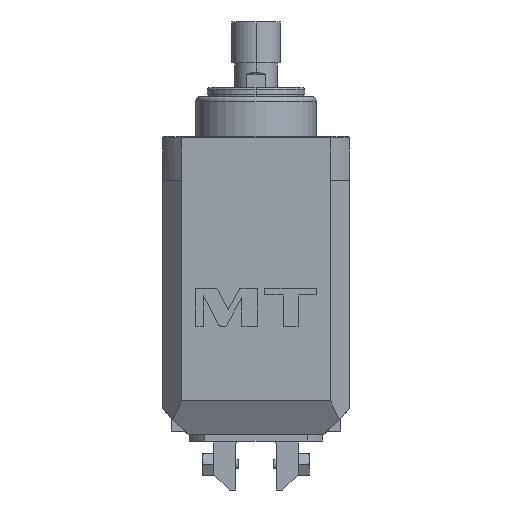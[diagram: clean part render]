
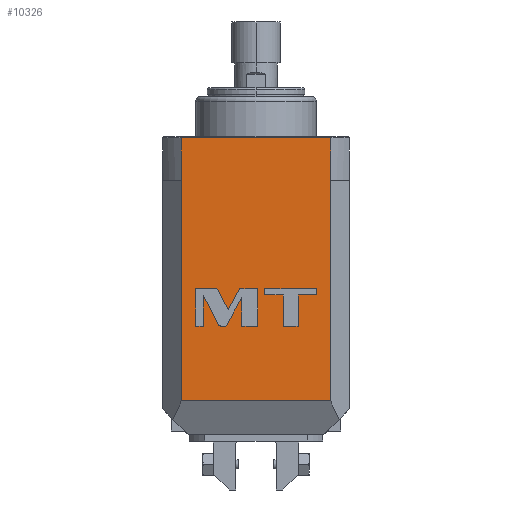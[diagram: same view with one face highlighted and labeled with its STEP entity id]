
A CAD part, left-side view. The second image highlights one B-rep face of the part: STEP entity #10326.
In plain terms, the highlighted planar face has unit normal (-1, 0, 0).
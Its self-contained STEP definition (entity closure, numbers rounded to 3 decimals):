
#3038=DIRECTION('',(0.,1.,0.));
#3039=VECTOR('',#3038,67.149);
#3040=CARTESIAN_POINT('',(-125.,-33.575,76.25));
#3041=LINE('',#3040,#3039);
#3113=DIRECTION('',(0.,0.,1.));
#3114=VECTOR('',#3113,99.);
#3115=CARTESIAN_POINT('',(-125.,33.5,-42.));
#3116=LINE('',#3115,#3114);
#3117=DIRECTION('',(0.,1.,0.));
#3118=VECTOR('',#3117,0.075);
#3119=CARTESIAN_POINT('',(-125.,33.5,57.));
#3120=LINE('',#3119,#3118);
#3121=DIRECTION('',(0.,0.,-1.));
#3122=VECTOR('',#3121,19.25);
#3123=CARTESIAN_POINT('',(-125.,33.575,76.25));
#3124=LINE('',#3123,#3122);
#3125=DIRECTION('',(0.,0.,-1.));
#3126=VECTOR('',#3125,19.25);
#3127=CARTESIAN_POINT('',(-125.,-33.575,76.25));
#3128=LINE('',#3127,#3126);
#3129=DIRECTION('',(0.,1.,0.));
#3130=VECTOR('',#3129,0.075);
#3131=CARTESIAN_POINT('',(-125.,-33.575,57.));
#3132=LINE('',#3131,#3130);
#3133=DIRECTION('',(0.,0.,1.));
#3134=VECTOR('',#3133,99.);
#3135=CARTESIAN_POINT('',(-125.,-33.5,-42.));
#3136=LINE('',#3135,#3134);
#3137=DIRECTION('',(0.,1.,0.));
#3138=VECTOR('',#3137,67.);
#3139=CARTESIAN_POINT('',(-125.,-33.5,-42.));
#3140=LINE('',#3139,#3138);
#3141=CARTESIAN_POINT('',(-125.,16.804,7.393));
#3142=CARTESIAN_POINT('',(-125.,17.157,8.076));
#3143=CARTESIAN_POINT('',(-125.,17.854,8.5));
#3144=CARTESIAN_POINT('',(-125.,18.623,8.5));
#3146=DIRECTION('',(0.,1.,0.));
#3147=VECTOR('',#3146,8.546);
#3148=CARTESIAN_POINT('',(-125.,18.623,8.5));
#3149=LINE('',#3148,#3147);
#3150=DIRECTION('',(0.,0.,-1.));
#3151=VECTOR('',#3150,17.);
#3152=CARTESIAN_POINT('',(-125.,27.169,8.5));
#3153=LINE('',#3152,#3151);
#3154=DIRECTION('',(0.,-1.,0.));
#3155=VECTOR('',#3154,3.536);
#3156=CARTESIAN_POINT('',(-125.,27.169,-8.5));
#3157=LINE('',#3156,#3155);
#3158=DIRECTION('',(0.,0.,1.));
#3159=VECTOR('',#3158,13.772);
#3160=CARTESIAN_POINT('',(-125.,23.633,-8.5));
#3161=LINE('',#3160,#3159);
#3162=DIRECTION('',(0.,-0.459,-0.888));
#3163=VECTOR('',#3162,14.258);
#3164=CARTESIAN_POINT('',(-125.,23.633,5.272));
#3165=LINE('',#3164,#3163);
#3166=CARTESIAN_POINT('',(-125.,17.084,-7.393));
#3167=CARTESIAN_POINT('',(-125.,16.731,-8.076));
#3168=CARTESIAN_POINT('',(-125.,16.034,-8.5));
#3169=CARTESIAN_POINT('',(-125.,15.264,-8.5));
#3171=DIRECTION('',(0.,-1.,0.));
#3172=VECTOR('',#3171,1.773);
#3173=CARTESIAN_POINT('',(-125.,15.264,-8.5));
#3174=LINE('',#3173,#3172);
#3175=DIRECTION('',(0.,-0.481,0.877));
#3176=VECTOR('',#3175,14.75);
#3177=CARTESIAN_POINT('',(-125.,13.491,-8.5));
#3178=LINE('',#3177,#3176);
#3179=DIRECTION('',(0.,0.,-1.));
#3180=VECTOR('',#3179,12.93);
#3181=CARTESIAN_POINT('',(-125.,6.394,4.43));
#3182=LINE('',#3181,#3180);
#3183=DIRECTION('',(0.,-1.,0.));
#3184=VECTOR('',#3183,7.154);
#3185=CARTESIAN_POINT('',(-125.,6.394,-8.5));
#3186=LINE('',#3185,#3184);
#3187=DIRECTION('',(0.,0.,1.));
#3188=VECTOR('',#3187,17.);
#3189=CARTESIAN_POINT('',(-125.,-0.76,-8.5));
#3190=LINE('',#3189,#3188);
#3191=DIRECTION('',(0.,1.,0.));
#3192=VECTOR('',#3191,8.065);
#3193=CARTESIAN_POINT('',(-125.,-0.76,8.5));
#3194=LINE('',#3193,#3192);
#3195=DIRECTION('',(0.,0.481,-0.877));
#3196=VECTOR('',#3195,10.778);
#3197=CARTESIAN_POINT('',(-125.,7.305,8.5));
#3198=LINE('',#3197,#3196);
#3199=DIRECTION('',(0.,0.459,0.888));
#3200=VECTOR('',#3199,9.39);
#3201=CARTESIAN_POINT('',(-125.,12.491,-0.948));
#3202=LINE('',#3201,#3200);
#3203=DIRECTION('',(0.,0.,-1.));
#3204=VECTOR('',#3203,14.105);
#3205=CARTESIAN_POINT('',(-125.,-12.193,5.605));
#3206=LINE('',#3205,#3204);
#3207=DIRECTION('',(0.,-1.,0.));
#3208=VECTOR('',#3207,6.733);
#3209=CARTESIAN_POINT('',(-125.,-12.193,-8.5));
#3210=LINE('',#3209,#3208);
#3211=DIRECTION('',(0.,0.,1.));
#3212=VECTOR('',#3211,14.105);
#3213=CARTESIAN_POINT('',(-125.,-18.926,-8.5));
#3214=LINE('',#3213,#3212);
#3215=DIRECTION('',(0.,-1.,0.));
#3216=VECTOR('',#3215,8.242);
#3217=CARTESIAN_POINT('',(-125.,-18.926,5.605));
#3218=LINE('',#3217,#3216);
#3219=DIRECTION('',(0.,0.,1.));
#3220=VECTOR('',#3219,2.895);
#3221=CARTESIAN_POINT('',(-125.,-27.168,5.605));
#3222=LINE('',#3221,#3220);
#3223=DIRECTION('',(0.,1.,0.));
#3224=VECTOR('',#3223,23.217);
#3225=CARTESIAN_POINT('',(-125.,-27.168,8.5));
#3226=LINE('',#3225,#3224);
#3227=DIRECTION('',(0.,0.,-1.));
#3228=VECTOR('',#3227,2.895);
#3229=CARTESIAN_POINT('',(-125.,-3.951,8.5));
#3230=LINE('',#3229,#3228);
#3231=DIRECTION('',(0.,-1.,0.));
#3232=VECTOR('',#3231,8.242);
#3233=CARTESIAN_POINT('',(-125.,-3.951,5.605));
#3234=LINE('',#3233,#3232);
#6384=CARTESIAN_POINT('',(-125.,-33.5,-42.));
#6385=CARTESIAN_POINT('',(-125.,33.5,-42.));
#6386=VERTEX_POINT('',#6384);
#6387=VERTEX_POINT('',#6385);
#6792=CARTESIAN_POINT('',(-125.,-33.575,76.25));
#6793=CARTESIAN_POINT('',(-125.,33.575,76.25));
#6794=VERTEX_POINT('',#6792);
#6795=VERTEX_POINT('',#6793);
#6820=CARTESIAN_POINT('',(-125.,33.575,57.));
#6821=VERTEX_POINT('',#6820);
#6826=CARTESIAN_POINT('',(-125.,-33.575,57.));
#6827=VERTEX_POINT('',#6826);
#6844=CARTESIAN_POINT('',(-125.,33.5,57.));
#6845=VERTEX_POINT('',#6844);
#6846=CARTESIAN_POINT('',(-125.,-33.5,57.));
#6847=VERTEX_POINT('',#6846);
#7254=VERTEX_POINT('',#3141);
#7255=VERTEX_POINT('',#3144);
#7256=CARTESIAN_POINT('',(-125.,27.169,8.5));
#7257=VERTEX_POINT('',#7256);
#7258=CARTESIAN_POINT('',(-125.,27.169,-8.5));
#7259=VERTEX_POINT('',#7258);
#7260=CARTESIAN_POINT('',(-125.,23.633,-8.5));
#7261=VERTEX_POINT('',#7260);
#7262=CARTESIAN_POINT('',(-125.,23.633,5.272));
#7263=VERTEX_POINT('',#7262);
#7264=CARTESIAN_POINT('',(-125.,17.084,-7.393));
#7265=VERTEX_POINT('',#7264);
#7266=VERTEX_POINT('',#3169);
#7267=CARTESIAN_POINT('',(-125.,13.491,-8.5));
#7268=VERTEX_POINT('',#7267);
#7269=CARTESIAN_POINT('',(-125.,6.394,4.43));
#7270=VERTEX_POINT('',#7269);
#7271=CARTESIAN_POINT('',(-125.,6.394,-8.5));
#7272=VERTEX_POINT('',#7271);
#7273=CARTESIAN_POINT('',(-125.,-0.76,-8.5));
#7274=VERTEX_POINT('',#7273);
#7275=CARTESIAN_POINT('',(-125.,-0.76,8.5));
#7276=VERTEX_POINT('',#7275);
#7277=CARTESIAN_POINT('',(-125.,7.305,8.5));
#7278=VERTEX_POINT('',#7277);
#7279=CARTESIAN_POINT('',(-125.,12.491,-0.948));
#7280=VERTEX_POINT('',#7279);
#7281=CARTESIAN_POINT('',(-125.,-12.193,5.605));
#7282=CARTESIAN_POINT('',(-125.,-12.193,-8.5));
#7283=VERTEX_POINT('',#7281);
#7284=VERTEX_POINT('',#7282);
#7285=CARTESIAN_POINT('',(-125.,-18.926,-8.5));
#7286=VERTEX_POINT('',#7285);
#7287=CARTESIAN_POINT('',(-125.,-18.926,5.605));
#7288=VERTEX_POINT('',#7287);
#7289=CARTESIAN_POINT('',(-125.,-27.168,5.605));
#7290=VERTEX_POINT('',#7289);
#7291=CARTESIAN_POINT('',(-125.,-27.168,8.5));
#7292=VERTEX_POINT('',#7291);
#7293=CARTESIAN_POINT('',(-125.,-3.951,8.5));
#7294=VERTEX_POINT('',#7293);
#7295=CARTESIAN_POINT('',(-125.,-3.951,5.605));
#7296=VERTEX_POINT('',#7295);
#10258=CARTESIAN_POINT('',(-125.,0.,0.));
#10259=DIRECTION('',(1.,0.,0.));
#10260=DIRECTION('',(0.,1.,0.));
#10261=AXIS2_PLACEMENT_3D('',#10258,#10259,#10260);
#10262=PLANE('',#10261);
#10264=ORIENTED_EDGE('',*,*,#10263,.T.);
#10266=ORIENTED_EDGE('',*,*,#10265,.T.);
#10268=ORIENTED_EDGE('',*,*,#10267,.F.);
#10269=ORIENTED_EDGE('',*,*,#10200,.F.);
#10270=ORIENTED_EDGE('',*,*,#9964,.T.);
#10271=ORIENTED_EDGE('',*,*,#9979,.T.);
#10272=ORIENTED_EDGE('',*,*,#9996,.F.);
#10273=ORIENTED_EDGE('',*,*,#10014,.T.);
#10274=EDGE_LOOP('',(#10264,#10266,#10268,#10269,#10270,#10271,#10272,#10273));
#10275=FACE_OUTER_BOUND('',#10274,.F.);
#10277=ORIENTED_EDGE('',*,*,#10276,.T.);
#10279=ORIENTED_EDGE('',*,*,#10278,.T.);
#10281=ORIENTED_EDGE('',*,*,#10280,.T.);
#10283=ORIENTED_EDGE('',*,*,#10282,.T.);
#10285=ORIENTED_EDGE('',*,*,#10284,.T.);
#10287=ORIENTED_EDGE('',*,*,#10286,.T.);
#10289=ORIENTED_EDGE('',*,*,#10288,.T.);
#10291=ORIENTED_EDGE('',*,*,#10290,.T.);
#10293=ORIENTED_EDGE('',*,*,#10292,.T.);
#10295=ORIENTED_EDGE('',*,*,#10294,.T.);
#10297=ORIENTED_EDGE('',*,*,#10296,.T.);
#10299=ORIENTED_EDGE('',*,*,#10298,.T.);
#10301=ORIENTED_EDGE('',*,*,#10300,.T.);
#10303=ORIENTED_EDGE('',*,*,#10302,.T.);
#10305=ORIENTED_EDGE('',*,*,#10304,.T.);
#10306=EDGE_LOOP('',(#10277,#10279,#10281,#10283,#10285,#10287,#10289,#10291,
#10293,#10295,#10297,#10299,#10301,#10303,#10305));
#10307=FACE_BOUND('',#10306,.F.);
#10309=ORIENTED_EDGE('',*,*,#10308,.T.);
#10311=ORIENTED_EDGE('',*,*,#10310,.T.);
#10313=ORIENTED_EDGE('',*,*,#10312,.T.);
#10315=ORIENTED_EDGE('',*,*,#10314,.T.);
#10317=ORIENTED_EDGE('',*,*,#10316,.T.);
#10319=ORIENTED_EDGE('',*,*,#10318,.T.);
#10321=ORIENTED_EDGE('',*,*,#10320,.T.);
#10323=ORIENTED_EDGE('',*,*,#10322,.T.);
#10324=EDGE_LOOP('',(#10309,#10311,#10313,#10315,#10317,#10319,#10321,#10323));
#10325=FACE_BOUND('',#10324,.F.);
#10326=ADVANCED_FACE('',(#10275,#10307,#10325),#10262,.F.);
#3145=B_SPLINE_CURVE_WITH_KNOTS('',3,(#3141,#3142,#3143,#3144),.UNSPECIFIED.,
.F.,.F.,(4,4),(0.,1.),.UNSPECIFIED.);
#3170=B_SPLINE_CURVE_WITH_KNOTS('',3,(#3166,#3167,#3168,#3169),.UNSPECIFIED.,
.F.,.F.,(4,4),(0.,1.),.UNSPECIFIED.);
#9964=EDGE_CURVE('',#6794,#6827,#3128,.T.);
#9979=EDGE_CURVE('',#6827,#6847,#3132,.T.);
#9996=EDGE_CURVE('',#6386,#6847,#3136,.T.);
#10014=EDGE_CURVE('',#6386,#6387,#3140,.T.);
#10200=EDGE_CURVE('',#6794,#6795,#3041,.T.);
#10263=EDGE_CURVE('',#6387,#6845,#3116,.T.);
#10265=EDGE_CURVE('',#6845,#6821,#3120,.T.);
#10267=EDGE_CURVE('',#6795,#6821,#3124,.T.);
#10276=EDGE_CURVE('',#7254,#7255,#3145,.T.);
#10278=EDGE_CURVE('',#7255,#7257,#3149,.T.);
#10280=EDGE_CURVE('',#7257,#7259,#3153,.T.);
#10282=EDGE_CURVE('',#7259,#7261,#3157,.T.);
#10284=EDGE_CURVE('',#7261,#7263,#3161,.T.);
#10286=EDGE_CURVE('',#7263,#7265,#3165,.T.);
#10288=EDGE_CURVE('',#7265,#7266,#3170,.T.);
#10290=EDGE_CURVE('',#7266,#7268,#3174,.T.);
#10292=EDGE_CURVE('',#7268,#7270,#3178,.T.);
#10294=EDGE_CURVE('',#7270,#7272,#3182,.T.);
#10296=EDGE_CURVE('',#7272,#7274,#3186,.T.);
#10298=EDGE_CURVE('',#7274,#7276,#3190,.T.);
#10300=EDGE_CURVE('',#7276,#7278,#3194,.T.);
#10302=EDGE_CURVE('',#7278,#7280,#3198,.T.);
#10304=EDGE_CURVE('',#7280,#7254,#3202,.T.);
#10308=EDGE_CURVE('',#7283,#7284,#3206,.T.);
#10310=EDGE_CURVE('',#7284,#7286,#3210,.T.);
#10312=EDGE_CURVE('',#7286,#7288,#3214,.T.);
#10314=EDGE_CURVE('',#7288,#7290,#3218,.T.);
#10316=EDGE_CURVE('',#7290,#7292,#3222,.T.);
#10318=EDGE_CURVE('',#7292,#7294,#3226,.T.);
#10320=EDGE_CURVE('',#7294,#7296,#3230,.T.);
#10322=EDGE_CURVE('',#7296,#7283,#3234,.T.);
